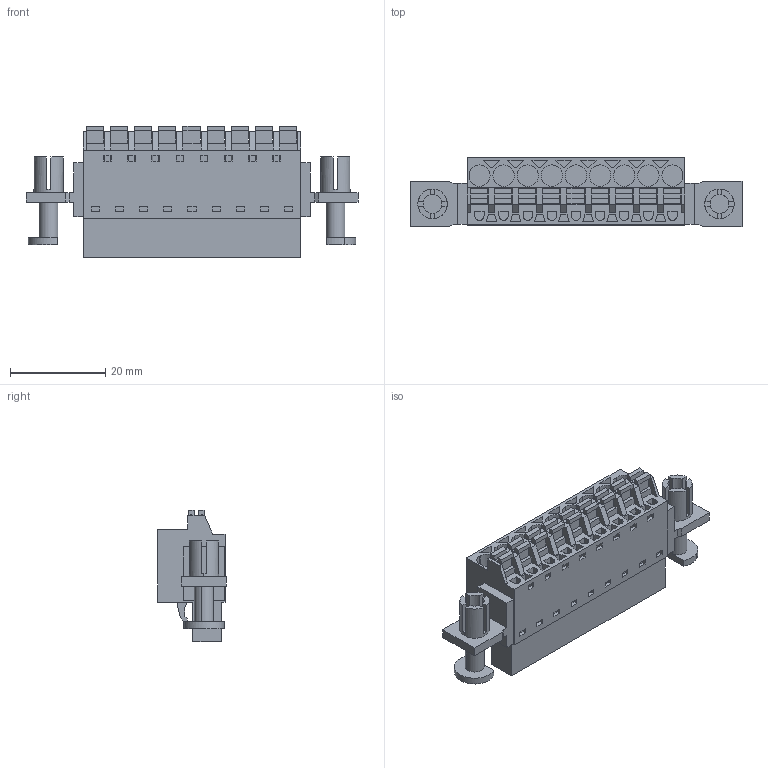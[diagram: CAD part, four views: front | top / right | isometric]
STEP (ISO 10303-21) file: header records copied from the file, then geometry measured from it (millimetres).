
FILE_DESCRIPTION(('CATIA V5R24 STEP','CAx-IF Rec.Pracs.--- Model Styling and Organization---1.2---2011-12-15'),'2;1');
FILE_NAME ('D1451312_0_1353320000_1353320000.stp','2017-05-02T11:44:29+00:00',('none'),('Weidmueller'),'CATIA Version 5-6 Release 2014 SP4 HF52','CATIA V5 STEP AP214','none');
FILE_SCHEMA(('AUTOMOTIVE_DESIGN { 1 0 10303 214 1 1 1 1 }'));
Length unit declared in the file: millimetre
Products named in the file (1): 1353320000
Bounding box: 69.87 x 14.5 x 27.73 mm (x, y, z)
Volume: 12095 mm3; surface area: 9150.9 mm2
Topology: 12 solids, 12 shells, 823 faces, 2360 edges, 1626 vertices
Faces by surface type: plane 742, cylinder 80, extrusion 1
Entity records: 26413 total; most frequent: CARTESIAN_POINT 4955, ORIENTED_EDGE 4720, DIRECTION 3415, EDGE_CURVE 2360, VECTOR 2173, LINE 2172, VERTEX_POINT 1626, EDGE_LOOP 924
